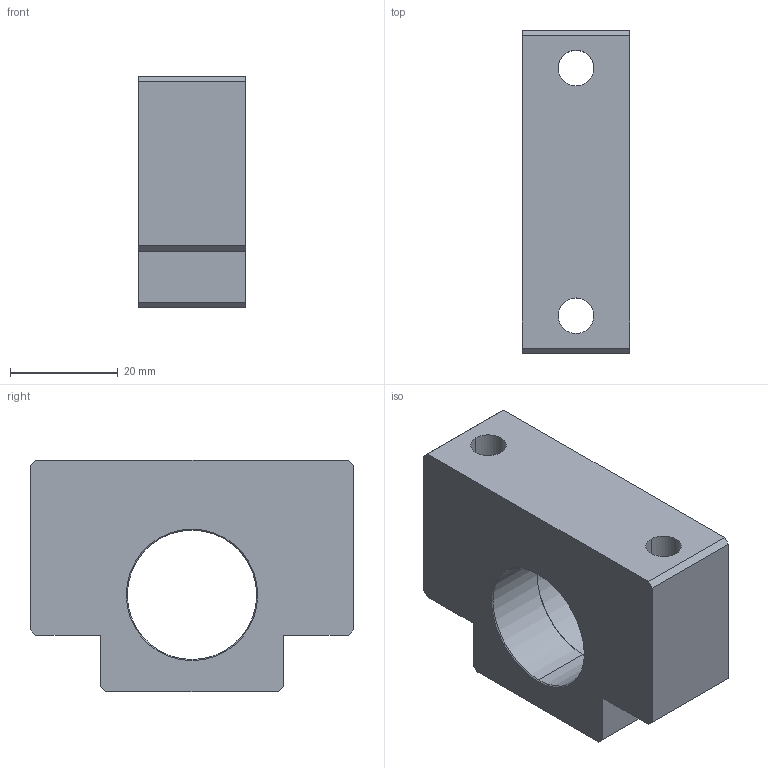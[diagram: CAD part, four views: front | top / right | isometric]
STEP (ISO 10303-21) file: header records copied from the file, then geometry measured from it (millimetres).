
FILE_DESCRIPTION (( 'STEP AP203' ), '1' );
FILE_NAME ('佪話粣創釱.STEP', '2022-09-13T08:53:16', ( '' ), ( '' ), 'SwSTEP 2.0', 'SolidWorks 2016', '' );
FILE_SCHEMA (( 'CONFIG_CONTROL_DESIGN' ));
Length unit declared in the file: millimetre
Products named in the file (1): 佪話粣創釱
Bounding box: 20 x 60 x 43 mm (x, y, z)
Volume: 33896.8 mm3; surface area: 10556.5 mm2
Topology: 1 solids, 1 shells, 37 faces, 90 edges, 58 vertices
Faces by surface type: plane 19, cylinder 12, cone 6
Entity records: 1175 total; most frequent: DIRECTION 196, CARTESIAN_POINT 186, ORIENTED_EDGE 180, EDGE_CURVE 90, AXIS2_PLACEMENT_3D 68, VECTOR 60, LINE 60, VERTEX_POINT 58
